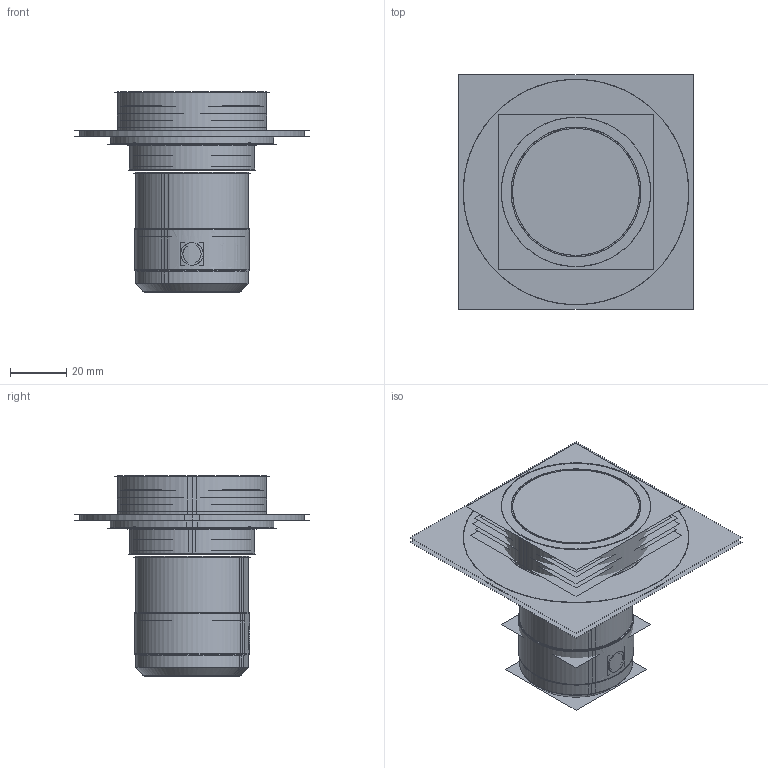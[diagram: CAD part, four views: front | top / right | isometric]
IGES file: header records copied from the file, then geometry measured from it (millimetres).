
Start section:  PTC IGES file: CR 00331 0 x rendering.igs
Global section: file name: CR 00331 0 x rendering.igs; native system: Pro/ENGINEER by Parametric Technology Corporation; preprocessor: 2004150; author: adrianoz; organization: Unknown; date: 201012.111152; units: millimetre
Bounding box: 83.2 x 83.2 x 71.1 mm (x, y, z)
Volume: 55168.4 mm3; surface area: 217811.4 mm2
Topology: 8 solids, 16 shells, 1388 faces, 7284 edges, 9252 vertices
Faces by surface type: revolution 768, bspline 620
